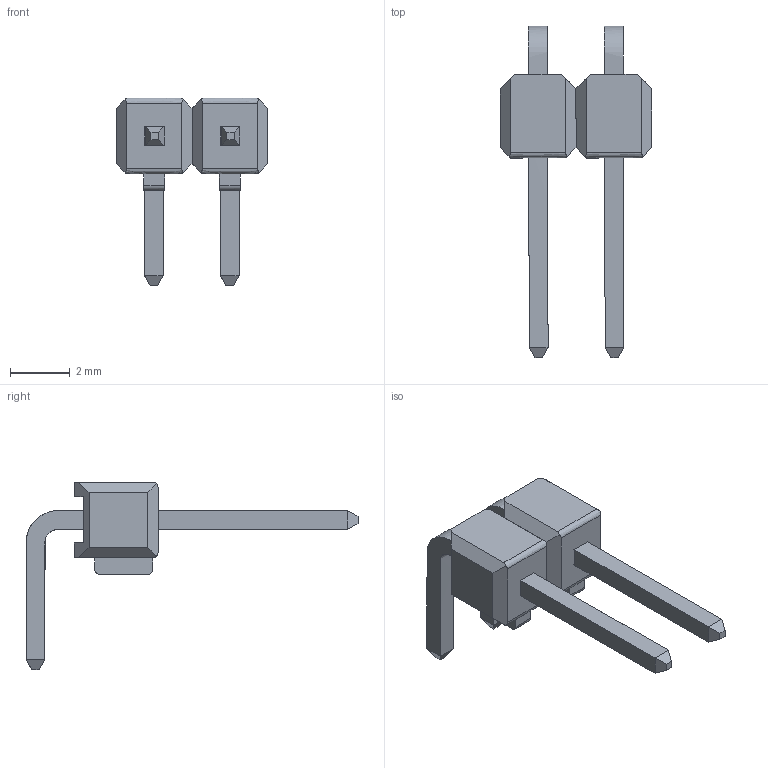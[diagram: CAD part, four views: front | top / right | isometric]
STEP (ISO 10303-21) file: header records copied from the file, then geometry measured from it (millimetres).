
FILE_DESCRIPTION(/* description */ (''),/* implementation_level */ '2;1');
FILE_NAME(/* name */ 'PI8AFF~1',/* time_stamp */ '2014-06-21T13:50:37+02:00',/* author */ (''),/* organization */ (''),/* preprocessor_version */ 'ST-DEVELOPER v14',/* originating_system */ '',/* authorisation */ '');
FILE_SCHEMA (('AUTOMOTIVE_DESIGN'));
Length unit declared in the file: millimetre
Products named in the file (1): Document
Bounding box: 5.09 x 11.11 x 6.29 mm (x, y, z)
Volume: 36.7 mm3; surface area: 166.7 mm2
Topology: 3 solids, 17 shells, 90 faces, 261 edges, 193 vertices
Faces by surface type: plane 78, bspline 12
Entity records: 6078 total; most frequent: CARTESIAN_POINT 2625, B_SPLINE_CURVE_WITH_KNOTS 637, ORIENTED_EDGE 452, PCURVE 452, DEFINITIONAL_REPRESENTATION 452, SURFACE_CURVE 254, EDGE_CURVE 254, VERTEX_POINT 184
